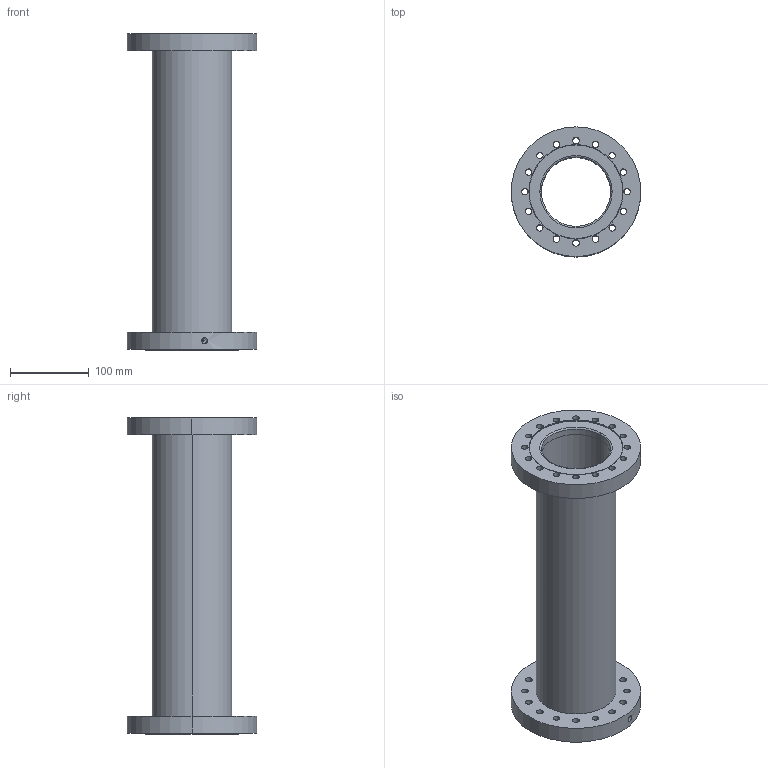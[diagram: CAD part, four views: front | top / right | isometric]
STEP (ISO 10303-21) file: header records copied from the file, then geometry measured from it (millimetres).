
FILE_DESCRIPTION(('CoCreate Modeling STEP Export'),'2;1');
FILE_NAME('extension_nozzle.stp','2012-11-18T19:35:27',(''),(''),'CoCreate Modeling STEP processor for AP214 (Solid Model)','CoCreate Modeling 16.00A 16-Aug-2008 (C) Parametric Technology GmbH','');
FILE_SCHEMA(('AUTOMOTIVE_DESIGN { 1 0 10303 214 1 1 1 1 }'));
Length unit declared in the file: millimetre
Products named in the file (4): tube_3_5_90mm_in_sch10_s; flange.1; flange_DN100.1; extension_nozzle_straight
Assembly tree (3 placements, depth 2):
  extension_nozzle_straight
    flange_DN100.1
    flange.1
    tube_3_5_90mm_in_sch10_s
Bounding box: 165 x 165 x 402.1 mm (x, y, z)
Volume: 1336909.4 mm3; surface area: 344672.2 mm2
Topology: 3 solids, 3 shells, 149 faces, 380 edges, 244 vertices
Faces by surface type: cylinder 90, torus 34, plane 16, cone 9
Entity records: 5104 total; most frequent: CARTESIAN_POINT 1778, ORIENTED_EDGE 760, DIRECTION 552, EDGE_CURVE 380, VERTEX_POINT 244, EDGE_LOOP 230, AXIS2_PLACEMENT_3D 226, FACE_OUTER_BOUND 149
